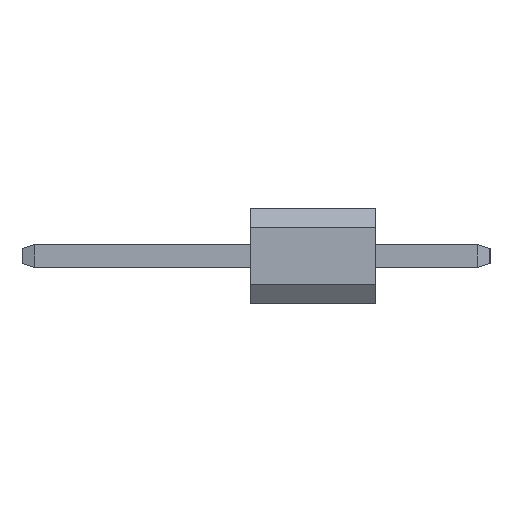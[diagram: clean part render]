
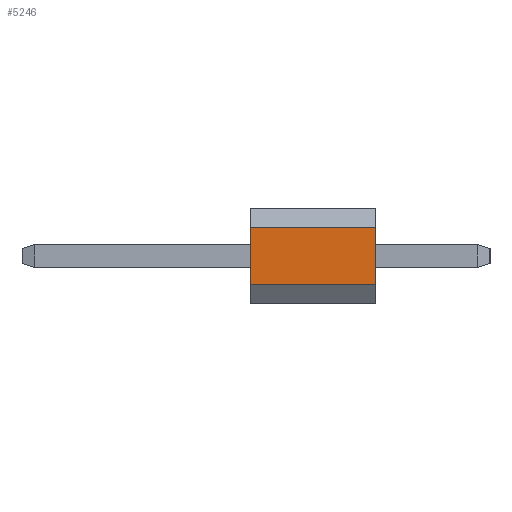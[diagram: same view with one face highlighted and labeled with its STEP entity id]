
A CAD part, left-side view. The second image highlights one B-rep face of the part: STEP entity #5246.
In plain terms, the highlighted planar face has unit normal (-1, 0, 0).
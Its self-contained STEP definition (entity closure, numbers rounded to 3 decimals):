
#3976=CARTESIAN_POINT('',(-1.25,0.,0.75));
#3977=VERTEX_POINT('',#3976);
#3984=CARTESIAN_POINT('',(-1.25,0.,-0.75));
#3985=VERTEX_POINT('',#3984);
#3986=CARTESIAN_POINT('',(-1.25,0.,0.75));
#3987=DIRECTION('',(0.,0.,-1.));
#3988=VECTOR('',#3987,1.5);
#3989=LINE('',#3986,#3988);
#3990=EDGE_CURVE('',#3977,#3985,#3989,.T.);
#5205=CARTESIAN_POINT('',(-1.25,3.3,0.75));
#5206=VERTEX_POINT('',#5205);
#5213=CARTESIAN_POINT('',(-1.25,3.3,0.75));
#5214=DIRECTION('',(0.,-1.,0.));
#5215=VECTOR('',#5214,3.3);
#5216=LINE('',#5213,#5215);
#5217=EDGE_CURVE('',#5206,#3977,#5216,.T.);
#5223=CARTESIAN_POINT('',(-1.25,0.,-1.25));
#5224=DIRECTION('',(0.,0.,1.));
#5225=DIRECTION('',(-1.,0.,0.));
#5226=AXIS2_PLACEMENT_3D('',#5223,#5225,#5224);
#5227=PLANE('',#5226);
#5228=ORIENTED_EDGE('',*,*,#3990,.F.);
#5229=ORIENTED_EDGE('',*,*,#5217,.F.);
#5230=CARTESIAN_POINT('',(-1.25,3.3,-0.75));
#5231=VERTEX_POINT('',#5230);
#5232=CARTESIAN_POINT('',(-1.25,3.3,0.75));
#5233=DIRECTION('',(0.,0.,-1.));
#5234=VECTOR('',#5233,1.5);
#5235=LINE('',#5232,#5234);
#5236=EDGE_CURVE('',#5206,#5231,#5235,.T.);
#5237=ORIENTED_EDGE('',*,*,#5236,.T.);
#5238=CARTESIAN_POINT('',(-1.25,3.3,-0.75));
#5239=DIRECTION('',(0.,-1.,0.));
#5240=VECTOR('',#5239,3.3);
#5241=LINE('',#5238,#5240);
#5242=EDGE_CURVE('',#5231,#3985,#5241,.T.);
#5243=ORIENTED_EDGE('',*,*,#5242,.T.);
#5244=EDGE_LOOP('',(#5228,#5229,#5237,#5243));
#5245=FACE_OUTER_BOUND('',#5244,.T.);
#5246=ADVANCED_FACE('',(#5245),#5227,.T.);
